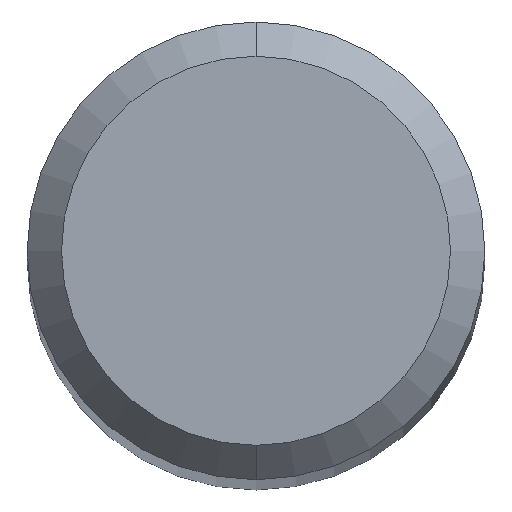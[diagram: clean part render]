
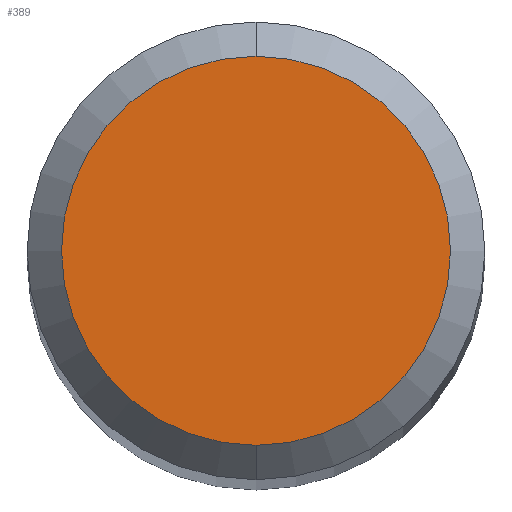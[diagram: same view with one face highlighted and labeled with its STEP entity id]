
A CAD part, top view. The second image highlights one B-rep face of the part: STEP entity #389.
In plain terms, the highlighted planar face has unit normal (0, 0, 1).
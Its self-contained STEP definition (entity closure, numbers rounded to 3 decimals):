
#225=VERTEX_POINT('',#536);
#315=EDGE_CURVE('',#225,#425,#634,.T.);
#389=ADVANCED_FACE('',(#717),#718,.T.);
#425=VERTEX_POINT('',#759);
#453=EDGE_CURVE('',#425,#225,#789,.T.);
#536=CARTESIAN_POINT('',(0.0,1.7,0.0));
#634=CIRCLE('',#1097,1.7);
#717=FACE_OUTER_BOUND('',#1287,.T.);
#718=PLANE('',#1288);
#759=CARTESIAN_POINT('',(0.,-1.7,0.0));
#789=CIRCLE('',#1403,1.7);
#1097=AXIS2_PLACEMENT_3D('',#1599,#1600,#1601);
#1287=EDGE_LOOP('',(#1686,#1687));
#1288=AXIS2_PLACEMENT_3D('',#1688,#1689,#1690);
#1403=AXIS2_PLACEMENT_3D('',#1793,#1794,#1795);
#1599=CARTESIAN_POINT('',(0.0,0.0,0.0));
#1600=DIRECTION('',(0.0,0.0,-1.0));
#1601=DIRECTION('',(0.0,1.0,0.0));
#1686=ORIENTED_EDGE('',*,*,#315,.F.);
#1687=ORIENTED_EDGE('',*,*,#453,.F.);
#1688=CARTESIAN_POINT('',(0.0,0.85,0.0));
#1689=DIRECTION('',(-0.0,0.0,1.0));
#1690=DIRECTION('',(0.0,-1.0,0.0));
#1793=CARTESIAN_POINT('',(0.0,0.0,0.0));
#1794=DIRECTION('',(0.0,0.0,-1.0));
#1795=DIRECTION('',(0.0,1.0,0.0));
